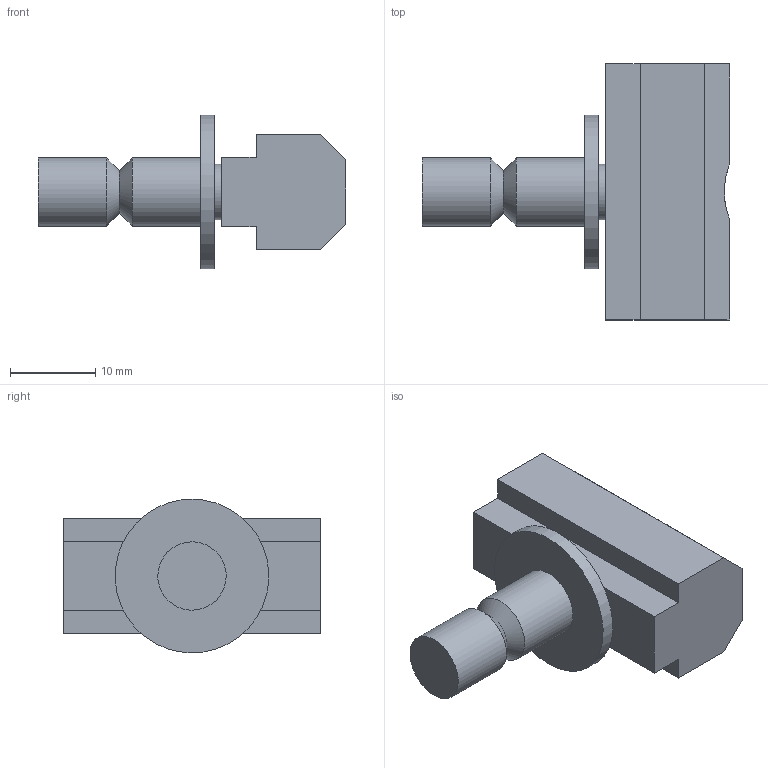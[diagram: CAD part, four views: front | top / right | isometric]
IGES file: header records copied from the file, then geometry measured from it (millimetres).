
Global section: file name: 700026.1; native system: Autodesk Inventor 2021; preprocessor: unknown; author: Mrówczyńska,,; organization: 11; date: 20221010.091409; units: millimetre
Bounding box: 36 x 30 x 18 mm (x, y, z)
Volume: 6133.4 mm3; surface area: 3790.8 mm2
Topology: 4 solids, 4 shells, 46 faces, 113 edges, 78 vertices
Faces by surface type: bspline 46
